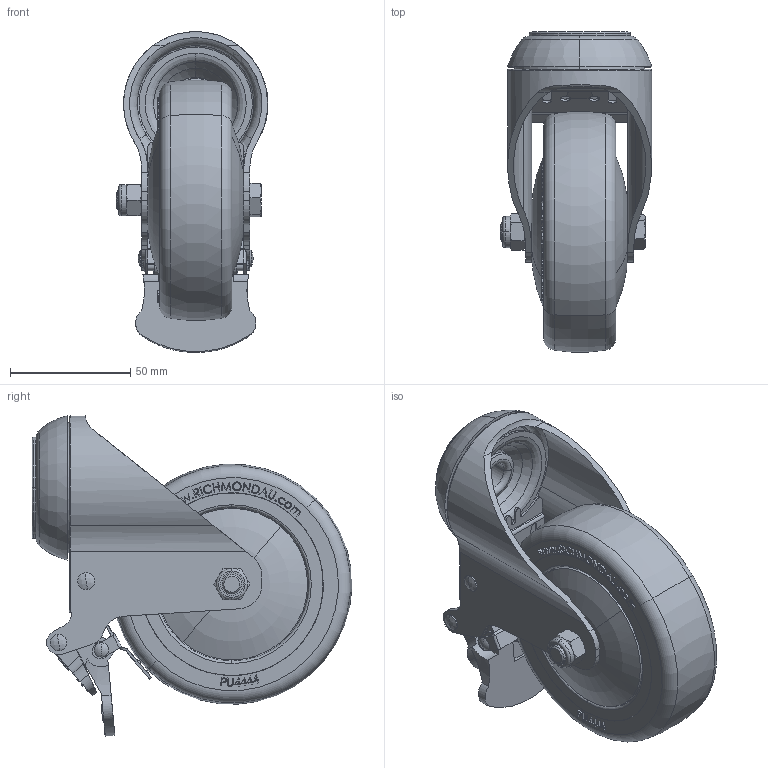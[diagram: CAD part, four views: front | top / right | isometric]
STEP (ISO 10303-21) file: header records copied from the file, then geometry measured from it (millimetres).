
FILE_DESCRIPTION (( 'STEP AP203' ), '1' );
FILE_NAME ('S4080B.STEP', '2020-02-21T05:50:22', ( '' ), ( '' ), 'SwSTEP 2.0', 'SolidWorks 2013', '' );
FILE_SCHEMA (( 'CONFIG_CONTROL_DESIGN' ));
Length unit declared in the file: millimetre
Products named in the file (1): S4080B
Bounding box: 63.1 x 132.89 x 133.22 mm (x, y, z)
Volume: 273240.1 mm3; surface area: 126595.3 mm2
Topology: 17 solids, 17 shells, 1192 faces, 3099 edges, 2021 vertices
Faces by surface type: plane 596, cylinder 292, bspline 176, torus 90, cone 26, sphere 12
Entity records: 45583 total; most frequent: CARTESIAN_POINT 17143, ORIENTED_EDGE 6190, DIRECTION 5369, EDGE_CURVE 3095, VERTEX_POINT 2021, LINE 1839, VECTOR 1839, AXIS2_PLACEMENT_3D 1765
